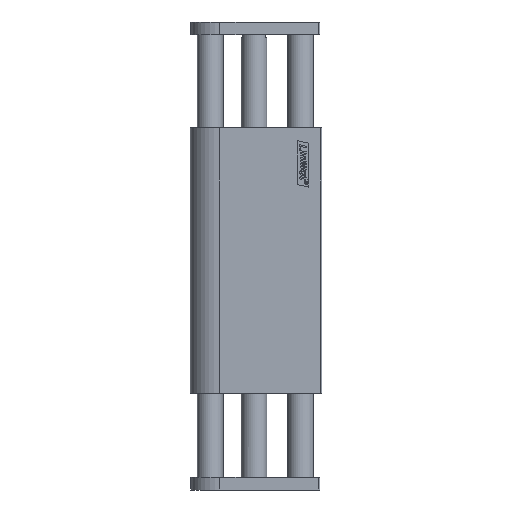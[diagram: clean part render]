
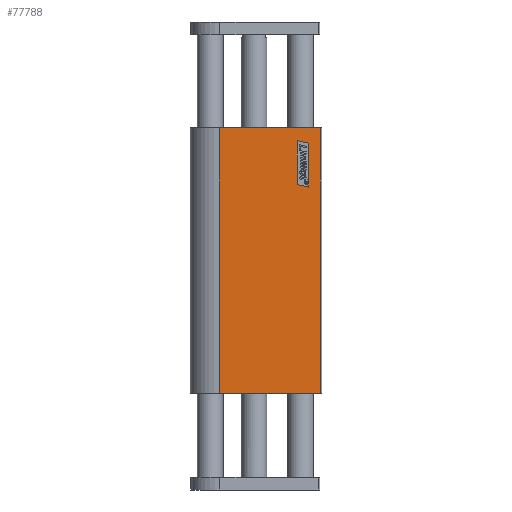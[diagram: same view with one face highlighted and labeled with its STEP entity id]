
A CAD part, left-side view. The second image highlights one B-rep face of the part: STEP entity #77788.
In plain terms, the highlighted planar face has unit normal (-1, 0, 0).
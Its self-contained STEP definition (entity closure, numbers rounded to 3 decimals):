
#1473 = CARTESIAN_POINT ( 'NONE',  ( -22.5, -33.593, 0. ) ) ;
#5313 = EDGE_LOOP ( 'NONE', ( #50082, #76151, #34338, #80089 ) ) ;
#6550 = EDGE_CURVE ( 'NONE', #50078, #24096, #19594, .T. ) ;
#7837 = ORIENTED_EDGE ( 'NONE', *, *, #34920, .T. ) ;
#8984 = DIRECTION ( 'NONE',  ( 0., 0., -1. ) ) ;
#9679 = CARTESIAN_POINT ( 'NONE',  ( -22.5, -42.577, 160.101 ) ) ;
#10244 = ORIENTED_EDGE ( 'NONE', *, *, #26011, .F. ) ;
#13317 = FACE_OUTER_BOUND ( 'NONE', #66285, .T. ) ;
#14440 = VERTEX_POINT ( 'NONE', #39485 ) ;
#15729 = LINE ( 'NONE', #67651, #72146 ) ;
#17684 = CARTESIAN_POINT ( 'NONE',  ( -22.5, 27., 206. ) ) ;
#18612 = DIRECTION ( 'NONE',  ( 1., 0., 0. ) ) ;
#19257 = CARTESIAN_POINT ( 'NONE',  ( -22.5, -52.5, 0. ) ) ;
#19438 = VERTEX_POINT ( 'NONE', #35546 ) ;
#19594 = LINE ( 'NONE', #42204, #79461 ) ;
#21895 = VERTEX_POINT ( 'NONE', #73470 ) ;
#24096 = VERTEX_POINT ( 'NONE', #93671 ) ;
#25422 = DIRECTION ( 'NONE',  ( 0., 0., 1. ) ) ;
#26011 = EDGE_CURVE ( 'NONE', #14440, #39371, #37735, .T. ) ;
#28192 = PLANE ( 'NONE',  #45455 ) ;
#32058 = CARTESIAN_POINT ( 'NONE',  ( -22.5, -51.5, 0. ) ) ;
#34331 = LINE ( 'NONE', #56957, #45184 ) ;
#34338 = ORIENTED_EDGE ( 'NONE', *, *, #82508, .T. ) ;
#34920 = EDGE_CURVE ( 'NONE', #14440, #19438, #45644, .T. ) ;
#35546 = CARTESIAN_POINT ( 'NONE',  ( -22.5, 27., 0. ) ) ;
#37551 = EDGE_CURVE ( 'NONE', #24096, #74217, #15729, .T. ) ;
#37735 = LINE ( 'NONE', #89180, #94616 ) ;
#38399 = DIRECTION ( 'NONE',  ( 0., 0., -1. ) ) ;
#39371 = VERTEX_POINT ( 'NONE', #41378 ) ;
#39485 = CARTESIAN_POINT ( 'NONE',  ( -22.5, 27., 206. ) ) ;
#40066 = VECTOR ( 'NONE', #25422, 1000. ) ;
#41378 = CARTESIAN_POINT ( 'NONE',  ( -22.5, -51.5, 206. ) ) ;
#41585 = DIRECTION ( 'NONE',  ( 0., 0., 1. ) ) ;
#42204 = CARTESIAN_POINT ( 'NONE',  ( -22.5, -41.387, 194.379 ) ) ;
#42994 = CARTESIAN_POINT ( 'NONE',  ( -22.5, -33.593, 196.038 ) ) ;
#43281 = LINE ( 'NONE', #94221, #83869 ) ;
#45184 = VECTOR ( 'NONE', #41585, 1000. ) ;
#45455 = AXIS2_PLACEMENT_3D ( 'NONE', #84468, #18612, #47993 ) ;
#45644 = LINE ( 'NONE', #17684, #83689 ) ;
#47993 = DIRECTION ( 'NONE',  ( 0., 0., -1. ) ) ;
#48789 = EDGE_CURVE ( 'NONE', #74217, #21895, #43281, .T. ) ;
#50041 = DIRECTION ( 'NONE',  ( 0., 0.978, 0.208 ) ) ;
#50078 = VERTEX_POINT ( 'NONE', #42994 ) ;
#50082 = ORIENTED_EDGE ( 'NONE', *, *, #37551, .T. ) ;
#56957 = CARTESIAN_POINT ( 'NONE',  ( -22.5, -51.5, 206. ) ) ;
#57559 = DIRECTION ( 'NONE',  ( 0., -0.978, -0.208 ) ) ;
#66063 = ORIENTED_EDGE ( 'NONE', *, *, #86599, .T. ) ;
#66285 = EDGE_LOOP ( 'NONE', ( #91002, #66063, #10244, #7837 ) ) ;
#66784 = VECTOR ( 'NONE', #92356, 1000. ) ;
#67651 = CARTESIAN_POINT ( 'NONE',  ( -22.5, -42.577, 0. ) ) ;
#72146 = VECTOR ( 'NONE', #8984, 1000. ) ;
#73470 = CARTESIAN_POINT ( 'NONE',  ( -22.5, -33.593, 162.012 ) ) ;
#74217 = VERTEX_POINT ( 'NONE', #9679 ) ;
#75027 = VERTEX_POINT ( 'NONE', #32058 ) ;
#75547 = EDGE_CURVE ( 'NONE', #19438, #75027, #92837, .T. ) ;
#76151 = ORIENTED_EDGE ( 'NONE', *, *, #48789, .T. ) ;
#77788 = ADVANCED_FACE ( 'NONE', ( #13317, #94063 ), #28192, .F. ) ;
#79461 = VECTOR ( 'NONE', #57559, 1000. ) ;
#80089 = ORIENTED_EDGE ( 'NONE', *, *, #6550, .T. ) ;
#81972 = DIRECTION ( 'NONE',  ( 0., -1., 0. ) ) ;
#82508 = EDGE_CURVE ( 'NONE', #21895, #50078, #83139, .T. ) ;
#83139 = LINE ( 'NONE', #1473, #40066 ) ;
#83689 = VECTOR ( 'NONE', #38399, 1000. ) ;
#83869 = VECTOR ( 'NONE', #50041, 1000. ) ;
#84468 = CARTESIAN_POINT ( 'NONE',  ( -22.5, -52.5, 206. ) ) ;
#86599 = EDGE_CURVE ( 'NONE', #75027, #39371, #34331, .T. ) ;
#89180 = CARTESIAN_POINT ( 'NONE',  ( -22.5, -52.5, 206. ) ) ;
#91002 = ORIENTED_EDGE ( 'NONE', *, *, #75547, .T. ) ;
#92356 = DIRECTION ( 'NONE',  ( 0., -1., 0. ) ) ;
#92837 = LINE ( 'NONE', #19257, #66784 ) ;
#93671 = CARTESIAN_POINT ( 'NONE',  ( -22.5, -42.577, 194.125 ) ) ;
#94063 = FACE_BOUND ( 'NONE', #5313, .T. ) ;
#94221 = CARTESIAN_POINT ( 'NONE',  ( -22.5, -34.438, 161.833 ) ) ;
#94616 = VECTOR ( 'NONE', #81972, 1000. ) ;
